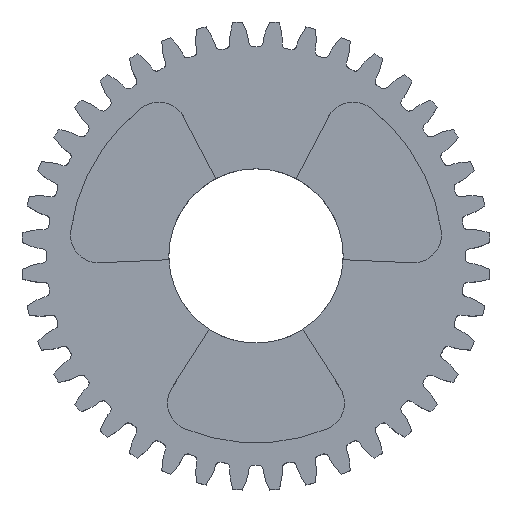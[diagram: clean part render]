
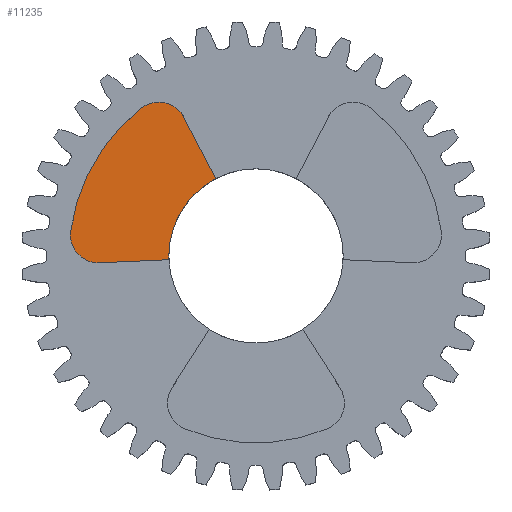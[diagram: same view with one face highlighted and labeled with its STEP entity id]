
A CAD part, top view. The second image highlights one B-rep face of the part: STEP entity #11235.
In plain terms, the highlighted planar face has unit normal (0, 0, 1).
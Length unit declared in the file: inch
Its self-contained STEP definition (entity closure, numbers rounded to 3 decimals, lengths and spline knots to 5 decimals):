
#160 = DIRECTION ( 'NONE',  ( 0., 0., -1. ) ) ;
#744 = CARTESIAN_POINT ( 'NONE',  ( 0., 0., 0.0375 ) ) ;
#852 = ORIENTED_EDGE ( 'NONE', *, *, #1156, .T. ) ;
#1114 = DIRECTION ( 'NONE',  ( 0., 0., 1. ) ) ;
#1156 = EDGE_CURVE ( 'NONE', #16368, #8071, #7487, .T. ) ;
#1274 = CIRCLE ( 'NONE', #13681, 0.39063 ) ;
#1518 = EDGE_CURVE ( 'NONE', #3395, #16368, #1274, .T. ) ;
#1564 = LINE ( 'NONE', #1678, #8606 ) ;
#1604 = AXIS2_PLACEMENT_3D ( 'NONE', #744, #2074, #11303 ) ;
#1678 = CARTESIAN_POINT ( 'NONE',  ( 0., 0., 0.0375 ) ) ;
#1782 = CIRCLE ( 'NONE', #15124, 0.125 ) ;
#1864 = EDGE_CURVE ( 'NONE', #12800, #1923, #2280, .T. ) ;
#1923 = VERTEX_POINT ( 'NONE', #16944 ) ;
#1944 = DIRECTION ( 'NONE',  ( 0., 0., 1. ) ) ;
#1969 = ORIENTED_EDGE ( 'NONE', *, *, #1864, .T. ) ;
#2074 = DIRECTION ( 'NONE',  ( 0., 0., 1. ) ) ;
#2280 = CIRCLE ( 'NONE', #2748, 0.125 ) ;
#2649 = AXIS2_PLACEMENT_3D ( 'NONE', #11292, #3400, #12625 ) ;
#2748 = AXIS2_PLACEMENT_3D ( 'NONE', #9047, #1114, #10358 ) ;
#2772 = EDGE_CURVE ( 'NONE', #8131, #9496, #1782, .T. ) ;
#2963 = AXIS2_PLACEMENT_3D ( 'NONE', #8107, #160, #9416 ) ;
#3395 = VERTEX_POINT ( 'NONE', #8081 ) ;
#3400 = DIRECTION ( 'NONE',  ( 0., 0., 1. ) ) ;
#3780 = CARTESIAN_POINT ( 'NONE',  ( -0.18037, 0.34649, 0.0375 ) ) ;
#4250 = LINE ( 'NONE', #13393, #6940 ) ;
#4910 = CARTESIAN_POINT ( 'NONE',  ( -0.70121, -0.03062, 0.0375 ) ) ;
#5505 = FACE_OUTER_BOUND ( 'NONE', #14332, .T. ) ;
#6079 = ORIENTED_EDGE ( 'NONE', *, *, #1518, .T. ) ;
#6085 = CARTESIAN_POINT ( 'NONE',  ( -0.39063, 0., 0.0375 ) ) ;
#6216 = CARTESIAN_POINT ( 'NONE',  ( 0., 0., 0.0375 ) ) ;
#6306 = EDGE_CURVE ( 'NONE', #1923, #8131, #12721, .T. ) ;
#6445 = CARTESIAN_POINT ( 'NONE',  ( -0.83057, 0.11079, 0.0375 ) ) ;
#6940 = VECTOR ( 'NONE', #14776, 39.37008 ) ;
#7487 = CIRCLE ( 'NONE', #2963, 0.39063 ) ;
#7558 = DIRECTION ( 'NONE',  ( 1., 0., 0. ) ) ;
#8071 = VERTEX_POINT ( 'NONE', #3780 ) ;
#8081 = CARTESIAN_POINT ( 'NONE',  ( -0.39025, -0.01704, 0.0375 ) ) ;
#8107 = CARTESIAN_POINT ( 'NONE',  ( 0., 0., 0.0375 ) ) ;
#8131 = VERTEX_POINT ( 'NONE', #6445 ) ;
#8606 = VECTOR ( 'NONE', #10917, 39.37008 ) ;
#8983 = ORIENTED_EDGE ( 'NONE', *, *, #2772, .T. ) ;
#9047 = CARTESIAN_POINT ( 'NONE',  ( -0.43497, 0.56486, 0.0375 ) ) ;
#9416 = DIRECTION ( 'NONE',  ( 1., 0., 0. ) ) ;
#9496 = VERTEX_POINT ( 'NONE', #4910 ) ;
#9603 = PLANE ( 'NONE',  #1604 ) ;
#9859 = CARTESIAN_POINT ( 'NONE',  ( -0.70666, 0.09427, 0.0375 ) ) ;
#10358 = DIRECTION ( 'NONE',  ( 1., 0., 0. ) ) ;
#10917 = DIRECTION ( 'NONE',  ( -0.462, 0.887, 0. ) ) ;
#11174 = DIRECTION ( 'NONE',  ( 1., 0., 0. ) ) ;
#11235 = ADVANCED_FACE ( 'NONE', ( #5505 ), #9603, .T. ) ;
#11292 = CARTESIAN_POINT ( 'NONE',  ( 0., 0., 0.0375 ) ) ;
#11303 = DIRECTION ( 'NONE',  ( 1., 0., 0. ) ) ;
#12482 = EDGE_CURVE ( 'NONE', #3395, #9496, #4250, .T. ) ;
#12566 = ORIENTED_EDGE ( 'NONE', *, *, #12990, .T. ) ;
#12625 = DIRECTION ( 'NONE',  ( 1., 0., 0. ) ) ;
#12721 = CIRCLE ( 'NONE', #2649, 0.83792 ) ;
#12800 = VERTEX_POINT ( 'NONE', #13477 ) ;
#12990 = EDGE_CURVE ( 'NONE', #8071, #12800, #1564, .T. ) ;
#13393 = CARTESIAN_POINT ( 'NONE',  ( 0., 0., 0.0375 ) ) ;
#13477 = CARTESIAN_POINT ( 'NONE',  ( -0.32409, 0.62257, 0.0375 ) ) ;
#13681 = AXIS2_PLACEMENT_3D ( 'NONE', #6216, #15442, #7558 ) ;
#13808 = ORIENTED_EDGE ( 'NONE', *, *, #12482, .F. ) ;
#14332 = EDGE_LOOP ( 'NONE', ( #16183, #8983, #13808, #6079, #852, #12566, #1969 ) ) ;
#14776 = DIRECTION ( 'NONE',  ( -0.999, -0.044, 0. ) ) ;
#15124 = AXIS2_PLACEMENT_3D ( 'NONE', #9859, #1944, #11174 ) ;
#15442 = DIRECTION ( 'NONE',  ( 0., 0., -1. ) ) ;
#16183 = ORIENTED_EDGE ( 'NONE', *, *, #6306, .T. ) ;
#16368 = VERTEX_POINT ( 'NONE', #6085 ) ;
#16944 = CARTESIAN_POINT ( 'NONE',  ( -0.51123, 0.66389, 0.0375 ) ) ;
